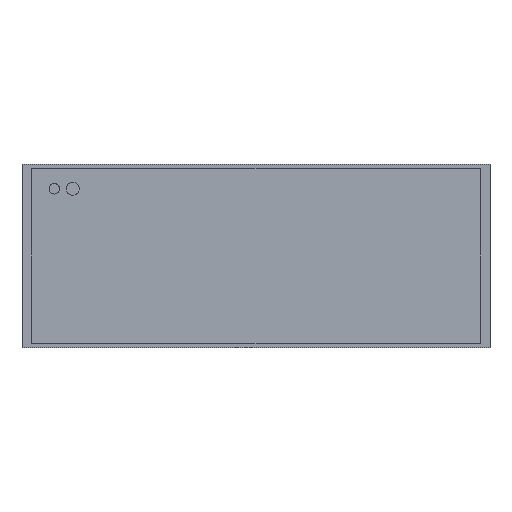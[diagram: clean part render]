
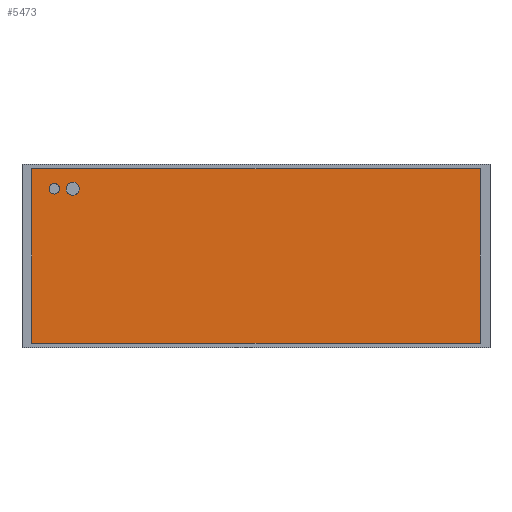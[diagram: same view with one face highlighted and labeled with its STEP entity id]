
A CAD part, front view. The second image highlights one B-rep face of the part: STEP entity #5473.
In plain terms, the highlighted planar face has unit normal (0, -1, 0).
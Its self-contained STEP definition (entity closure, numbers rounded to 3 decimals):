
#87=FACE_BOUND('',#776,.T.);
#88=FACE_BOUND('',#777,.T.);
#115=PLANE('',#5873);
#435=FACE_OUTER_BOUND('',#775,.T.);
#775=EDGE_LOOP('',(#3970,#3971,#3972,#3973));
#776=EDGE_LOOP('',(#3974));
#777=EDGE_LOOP('',(#3975));
#1136=LINE('',#7795,#1867);
#1138=LINE('',#7799,#1869);
#1140=LINE('',#7803,#1871);
#1142=LINE('',#7806,#1873);
#1867=VECTOR('',#6301,10.);
#1869=VECTOR('',#6305,10.);
#1871=VECTOR('',#6309,10.);
#1873=VECTOR('',#6313,10.);
#2568=CIRCLE('',#5852,20.);
#2570=CIRCLE('',#5856,25.);
#2608=VERTEX_POINT('',#7721);
#2610=VERTEX_POINT('',#7728);
#2631=VERTEX_POINT('',#7792);
#2632=VERTEX_POINT('',#7794);
#2633=VERTEX_POINT('',#7798);
#2634=VERTEX_POINT('',#7802);
#3123=EDGE_CURVE('',#2608,#2608,#2568,.T.);
#3126=EDGE_CURVE('',#2610,#2610,#2570,.T.);
#3156=EDGE_CURVE('',#2632,#2631,#1136,.T.);
#3158=EDGE_CURVE('',#2633,#2632,#1138,.T.);
#3160=EDGE_CURVE('',#2634,#2633,#1140,.T.);
#3162=EDGE_CURVE('',#2631,#2634,#1142,.T.);
#3970=ORIENTED_EDGE('',*,*,#3162,.T.);
#3971=ORIENTED_EDGE('',*,*,#3160,.T.);
#3972=ORIENTED_EDGE('',*,*,#3158,.T.);
#3973=ORIENTED_EDGE('',*,*,#3156,.T.);
#3974=ORIENTED_EDGE('',*,*,#3123,.T.);
#3975=ORIENTED_EDGE('',*,*,#3126,.T.);
#5473=ADVANCED_FACE('',(#435,#87,#88),#115,.T.);
#5852=AXIS2_PLACEMENT_3D('',#7723,#6235,#6236);
#5856=AXIS2_PLACEMENT_3D('',#7730,#6244,#6245);
#5873=AXIS2_PLACEMENT_3D('',#7807,#6314,#6315);
#6235=DIRECTION('center_axis',(0.,1.,0.));
#6236=DIRECTION('ref_axis',(1.,0.,0.));
#6244=DIRECTION('center_axis',(0.,1.,0.));
#6245=DIRECTION('ref_axis',(1.,0.,0.));
#6301=DIRECTION('',(-1.,0.,0.));
#6305=DIRECTION('',(0.,0.,1.));
#6309=DIRECTION('',(1.,0.,0.));
#6313=DIRECTION('',(0.,0.,-1.));
#6314=DIRECTION('center_axis',(0.,-1.,0.));
#6315=DIRECTION('ref_axis',(0.,0.,-1.));
#7721=CARTESIAN_POINT('',(-785.,-370.,255.));
#7723=CARTESIAN_POINT('Origin',(-765.,-370.,255.));
#7728=CARTESIAN_POINT('',(-720.,-370.,255.));
#7730=CARTESIAN_POINT('Origin',(-695.,-370.,255.));
#7792=CARTESIAN_POINT('',(-850.,-370.,330.));
#7794=CARTESIAN_POINT('',(850.,-370.,330.));
#7795=CARTESIAN_POINT('',(-850.,-370.,330.));
#7798=CARTESIAN_POINT('',(850.,-370.,-330.));
#7799=CARTESIAN_POINT('',(850.,-370.,330.));
#7802=CARTESIAN_POINT('',(-850.,-370.,-330.));
#7803=CARTESIAN_POINT('',(850.,-370.,-330.));
#7806=CARTESIAN_POINT('',(-850.,-370.,-330.));
#7807=CARTESIAN_POINT('Origin',(0.,-370.,0.));
